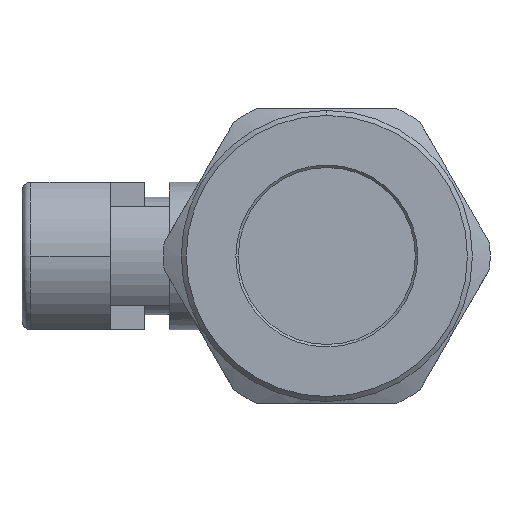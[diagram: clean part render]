
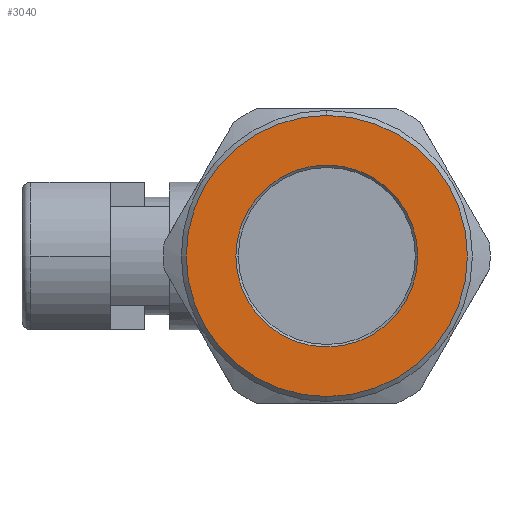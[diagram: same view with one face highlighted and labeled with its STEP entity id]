
A CAD part, left-side view. The second image highlights one B-rep face of the part: STEP entity #3040.
In plain terms, the highlighted planar face has unit normal (-1, 0, 0).
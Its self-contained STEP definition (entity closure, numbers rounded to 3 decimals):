
#2387 = EDGE_LOOP ( 'NONE', ( #6467, #6468 ) ) ;
#2389 = EDGE_LOOP ( 'NONE', ( #6469, #6470 ) ) ;
#3040 = ADVANCED_FACE ( 'NONE', ( #22404, #22408 ), #29560, .T. ) ;
#6467 = ORIENTED_EDGE ( 'NONE', *, *, #29681, .F. ) ;
#6468 = ORIENTED_EDGE ( 'NONE', *, *, #30080, .F. ) ;
#6469 = ORIENTED_EDGE ( 'NONE', *, *, #30081, .F. ) ;
#6470 = ORIENTED_EDGE ( 'NONE', *, *, #29675, .F. ) ;
#7916 = CIRCLE ( 'NONE', #16053, 14.3 ) ;
#7917 = CIRCLE ( 'NONE', #16055, 9.25 ) ;
#9617 = CARTESIAN_POINT ( 'NONE',  ( -33.74, 0., 0. ) ) ;
#9618 = DIRECTION ( 'NONE',  ( 1., 0., 0. ) ) ;
#9619 = DIRECTION ( 'NONE',  ( 0., 0., -1. ) ) ;
#9620 = CARTESIAN_POINT ( 'NONE',  ( -33.74, 0., 0. ) ) ;
#9621 = DIRECTION ( 'NONE',  ( -1., 0., 0. ) ) ;
#9622 = DIRECTION ( 'NONE',  ( 0., -1., 0. ) ) ;
#15923 = AXIS2_PLACEMENT_3D ( 'NONE', #16903, #16904, #16905 ) ;
#15926 = AXIS2_PLACEMENT_3D ( 'NONE', #16918, #16919, #16920 ) ;
#16053 = AXIS2_PLACEMENT_3D ( 'NONE', #9617, #9618, #9619 ) ;
#16055 = AXIS2_PLACEMENT_3D ( 'NONE', #9620, #9621, #9622 ) ;
#16903 = CARTESIAN_POINT ( 'NONE',  ( -33.74, 0., 0. ) ) ;
#16904 = DIRECTION ( 'NONE',  ( -1., 0., 0. ) ) ;
#16905 = DIRECTION ( 'NONE',  ( 0., -1., 0. ) ) ;
#16918 = CARTESIAN_POINT ( 'NONE',  ( -33.74, 0., 0. ) ) ;
#16919 = DIRECTION ( 'NONE',  ( 1., 0., 0. ) ) ;
#16920 = DIRECTION ( 'NONE',  ( 0., 0., -1. ) ) ;
#21120 = VERTEX_POINT ( 'NONE', #30969 ) ;
#21123 = VERTEX_POINT ( 'NONE', #30972 ) ;
#21124 = VERTEX_POINT ( 'NONE', #30973 ) ;
#21125 = VERTEX_POINT ( 'NONE', #30974 ) ;
#22404 = FACE_OUTER_BOUND ( 'NONE', #2387, .T. ) ;
#22408 = FACE_BOUND ( 'NONE', #2389, .T. ) ;
#29558 = DIRECTION ( 'NONE',  ( -1., 0., 0. ) ) ;
#29559 = CARTESIAN_POINT ( 'NONE',  ( -33.74, 14.3, 0. ) ) ;
#29560 = PLANE ( 'NONE',  #44322 ) ;
#29562 = DIRECTION ( 'NONE',  ( 0., 0., 1. ) ) ;
#29675 = EDGE_CURVE ( 'NONE', #21125, #21124, #36949, .T. ) ;
#29681 = EDGE_CURVE ( 'NONE', #21123, #21120, #36960, .T. ) ;
#30080 = EDGE_CURVE ( 'NONE', #21120, #21123, #7916, .T. ) ;
#30081 = EDGE_CURVE ( 'NONE', #21124, #21125, #7917, .T. ) ;
#30969 = CARTESIAN_POINT ( 'NONE',  ( -33.74, 0., 14.3 ) ) ;
#30972 = CARTESIAN_POINT ( 'NONE',  ( -33.74, 0., -14.3 ) ) ;
#30973 = CARTESIAN_POINT ( 'NONE',  ( -33.74, -9.25, 0. ) ) ;
#30974 = CARTESIAN_POINT ( 'NONE',  ( -33.74, 9.25, 0. ) ) ;
#36949 = CIRCLE ( 'NONE', #15923, 9.25 ) ;
#36960 = CIRCLE ( 'NONE', #15926, 14.3 ) ;
#44322 = AXIS2_PLACEMENT_3D ( 'NONE', #29559, #29558, #29562 ) ;
